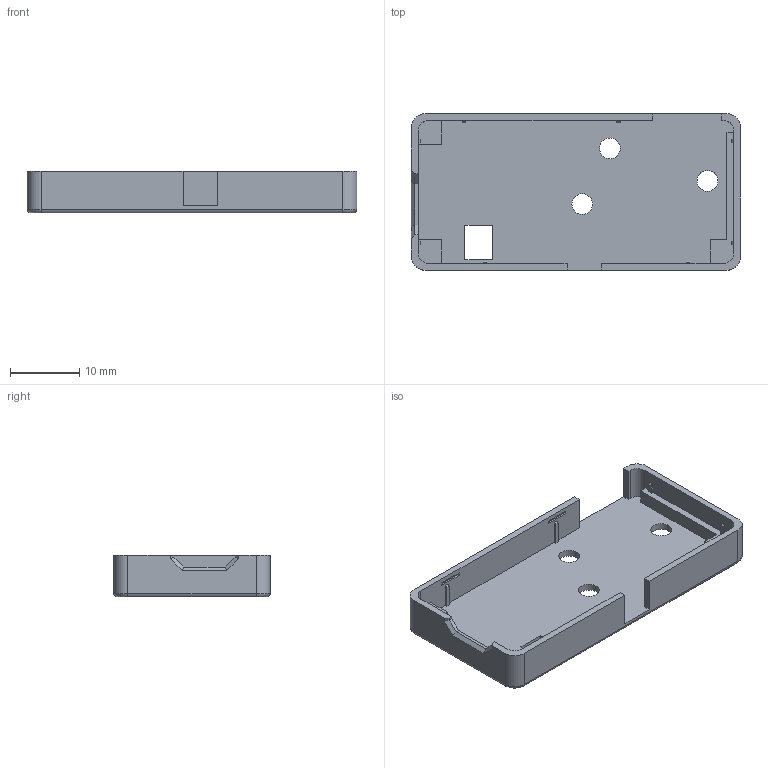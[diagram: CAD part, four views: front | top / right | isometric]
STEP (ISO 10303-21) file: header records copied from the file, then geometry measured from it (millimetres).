
FILE_DESCRIPTION(('FreeCAD Model'),'2;1');
FILE_NAME('Open CASCADE Shape Model','2025-01-29T22:39:00',(''),(''), 'Open CASCADE STEP processor 7.8','FreeCAD','Unknown');
FILE_SCHEMA(('AUTOMOTIVE_DESIGN { 1 0 10303 214 1 1 1 1 }'));
Length unit declared in the file: millimetre
Products named in the file (1): Körper
Bounding box: 47.6 x 22.6 x 6 mm (x, y, z)
Volume: 1706.5 mm3; surface area: 3417.3 mm2
Topology: 1 solids, 1 shells, 123 faces, 339 edges, 222 vertices
Faces by surface type: plane 104, cylinder 15, torus 4
Full cylindrical faces by diameter (mm): 3 x3
Entity records: 3891 total; most frequent: CARTESIAN_POINT 685, ORIENTED_EDGE 678, DIRECTION 621, EDGE_CURVE 339, LINE 305, VECTOR 305, VERTEX_POINT 222, AXIS2_PLACEMENT_3D 158
